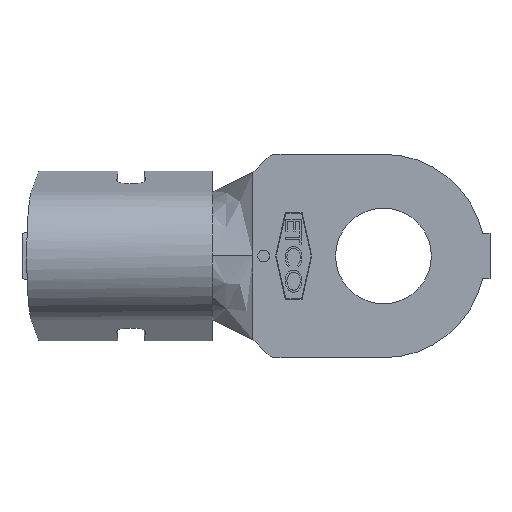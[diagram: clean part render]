
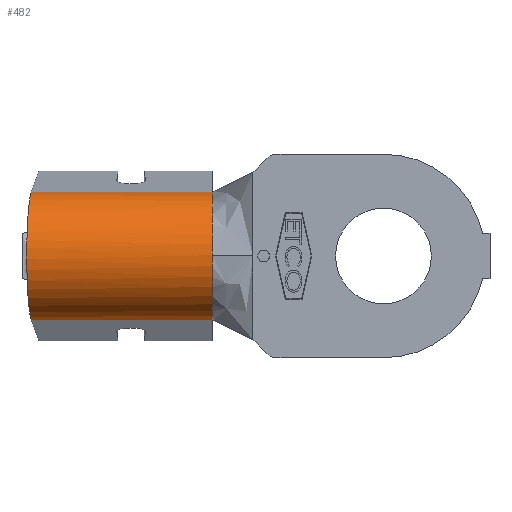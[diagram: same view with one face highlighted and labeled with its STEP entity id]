
A CAD part, front view. The second image highlights one B-rep face of the part: STEP entity #482.
In plain terms, the highlighted cylindrical face has radius 3.48 mm (diameter 6.96 mm), a partial arc.
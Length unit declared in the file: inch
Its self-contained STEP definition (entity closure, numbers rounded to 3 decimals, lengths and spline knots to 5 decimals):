
#5 = B_SPLINE_CURVE_WITH_KNOTS ( 'NONE', 3,
 ( #2003, #1978, #5455, #2868 ),
 .UNSPECIFIED., .F., .F.,
 ( 4, 4 ),
 ( 0., 0.00003 ),
 .UNSPECIFIED. ) ;
#118 = ORIENTED_EDGE ( 'NONE', *, *, #5270, .F. ) ;
#128 = CARTESIAN_POINT ( 'NONE',  ( -0.74414, 0.00986, -0.05103 ) ) ;
#230 = CARTESIAN_POINT ( 'NONE',  ( -0.74427, 0.00962, 0.05042 ) ) ;
#260 = ORIENTED_EDGE ( 'NONE', *, *, #4336, .T. ) ;
#448 = CARTESIAN_POINT ( 'NONE',  ( -0.358, 0.00001, 0.00162 ) ) ;
#470 = EDGE_CURVE ( 'NONE', #5267, #3346, #4370, .T. ) ;
#482 = ADVANCED_FACE ( 'NONE', ( #4493 ), #3064, .T. ) ;
#559 = ORIENTED_EDGE ( 'NONE', *, *, #645, .T. ) ;
#594 = DIRECTION ( 'NONE',  ( 1., 0., 0. ) ) ;
#645 = EDGE_CURVE ( 'NONE', #4476, #2986, #1679, .T. ) ;
#681 = CARTESIAN_POINT ( 'NONE',  ( -0.74447, 0.00947, 0.05004 ) ) ;
#727 = DIRECTION ( 'NONE',  ( 1., 0., 0. ) ) ;
#801 = CARTESIAN_POINT ( 'NONE',  ( -0.74518, 0.00924, -0.04946 ) ) ;
#1013 = CARTESIAN_POINT ( 'NONE',  ( -0.73967, 0.06096, -0.12262 ) ) ;
#1017 = B_SPLINE_CURVE_WITH_KNOTS ( 'NONE', 3,
 ( #2418, #5003, #2843, #230, #3288, #681, #3723, #1123, #4174, #1561 ),
 .UNSPECIFIED., .F., .F.,
 ( 4, 3, 3, 4 ),
 ( 0., 0.00002, 0.00003, 0.00005 ),
 .UNSPECIFIED. ) ;
#1123 = CARTESIAN_POINT ( 'NONE',  ( -0.74477, 0.00934, 0.04971 ) ) ;
#1161 = DIRECTION ( 'NONE',  ( -1., 0., 0. ) ) ;
#1198 = EDGE_CURVE ( 'NONE', #3525, #5267, #5538, .T. ) ;
#1206 = EDGE_LOOP ( 'NONE', ( #5552, #260, #5048, #2896, #118, #1613, #559, #2788, #4032, #4417, #4413 ) ) ;
#1236 = CARTESIAN_POINT ( 'NONE',  ( -0.74465, 0.00939, -0.04985 ) ) ;
#1300 = DIRECTION ( 'NONE',  ( -1., 0., 0. ) ) ;
#1508 = EDGE_CURVE ( 'NONE', #3346, #2248, #5470, .T. ) ;
#1561 = CARTESIAN_POINT ( 'NONE',  ( -0.74518, 0.00924, 0.04946 ) ) ;
#1613 = ORIENTED_EDGE ( 'NONE', *, *, #5077, .F. ) ;
#1636 = B_SPLINE_CURVE_WITH_KNOTS ( 'NONE', 3,
 ( #4184, #2879, #2036, #5051 ),
 .UNSPECIFIED., .F., .F.,
 ( 4, 4 ),
 ( 0., 0.00003 ),
 .UNSPECIFIED. ) ;
#1644 = CARTESIAN_POINT ( 'NONE',  ( -0.74417, 0.00945, 0.05 ) ) ;
#1664 = DIRECTION ( 'NONE',  ( -1., 0., 0. ) ) ;
#1679 = B_SPLINE_CURVE_WITH_KNOTS ( 'NONE', 3,
 ( #801, #3409, #3837, #1236, #4285, #1683, #4713, #2106, #5138, #2548 ),
 .UNSPECIFIED., .F., .F.,
 ( 4, 3, 3, 4 ),
 ( 0., 0.00002, 0.00003, 0.00005 ),
 .UNSPECIFIED. ) ;
#1683 = CARTESIAN_POINT ( 'NONE',  ( -0.74437, 0.00952, -0.05019 ) ) ;
#1778 = CARTESIAN_POINT ( 'NONE',  ( -0.74529, -0.0033, 0.01747 ) ) ;
#1779 = AXIS2_PLACEMENT_3D ( 'NONE', #3200, #594, #3639 ) ;
#1978 = CARTESIAN_POINT ( 'NONE',  ( -0.7445, 0.00938, 0.04981 ) ) ;
#2003 = CARTESIAN_POINT ( 'NONE',  ( -0.74417, 0.00945, 0.05 ) ) ;
#2036 = CARTESIAN_POINT ( 'NONE',  ( -0.7445, 0.00938, -0.04981 ) ) ;
#2071 = VECTOR ( 'NONE', #1300, 39.37008 ) ;
#2073 = CARTESIAN_POINT ( 'NONE',  ( -0.74266, 0.02672, 0.09303 ) ) ;
#2106 = CARTESIAN_POINT ( 'NONE',  ( -0.7442, 0.00968, -0.05059 ) ) ;
#2154 = VECTOR ( 'NONE', #1664, 39.37008 ) ;
#2248 = VERTEX_POINT ( 'NONE', #2936 ) ;
#2260 = CARTESIAN_POINT ( 'NONE',  ( -0.74518, 0.00924, 0.04946 ) ) ;
#2418 = CARTESIAN_POINT ( 'NONE',  ( -0.74414, 0.00986, 0.05103 ) ) ;
#2535 = CARTESIAN_POINT ( 'NONE',  ( -0.74417, 0.00945, -0.05 ) ) ;
#2548 = CARTESIAN_POINT ( 'NONE',  ( -0.74414, 0.00986, -0.05103 ) ) ;
#2696 = VERTEX_POINT ( 'NONE', #5025 ) ;
#2714 = VERTEX_POINT ( 'NONE', #2535 ) ;
#2788 = ORIENTED_EDGE ( 'NONE', *, *, #3979, .T. ) ;
#2843 = CARTESIAN_POINT ( 'NONE',  ( -0.74419, 0.00969, 0.05061 ) ) ;
#2868 = CARTESIAN_POINT ( 'NONE',  ( -0.74518, 0.00924, 0.04946 ) ) ;
#2879 = CARTESIAN_POINT ( 'NONE',  ( -0.74484, 0.00931, -0.04963 ) ) ;
#2891 = CARTESIAN_POINT ( 'NONE',  ( -0.358, 0.137, 0. ) ) ;
#2896 = ORIENTED_EDGE ( 'NONE', *, *, #4569, .F. ) ;
#2936 = CARTESIAN_POINT ( 'NONE',  ( -0.73582, 0.10496, -0.1332 ) ) ;
#2986 = VERTEX_POINT ( 'NONE', #3125 ) ;
#3064 = CYLINDRICAL_SURFACE ( 'NONE', #4340, 0.137 ) ;
#3125 = CARTESIAN_POINT ( 'NONE',  ( -0.74414, 0.00986, -0.05103 ) ) ;
#3150 = AXIS2_PLACEMENT_3D ( 'NONE', #3331, #727, #3762 ) ;
#3200 = CARTESIAN_POINT ( 'NONE',  ( -0.358, 0.137, 0. ) ) ;
#3211 =( BOUNDED_CURVE ( )  B_SPLINE_CURVE ( 3, ( #3937, #4380, #1778, #4802 ),
 .UNSPECIFIED., .F., .F. ) 
 B_SPLINE_CURVE_WITH_KNOTS ( ( 4, 4 ),
 ( 5.90959, 6.65678 ),
 .UNSPECIFIED. ) 
 CURVE ( )  GEOMETRIC_REPRESENTATION_ITEM ( )  RATIONAL_B_SPLINE_CURVE ( ( 1., 0.954, 0.954, 1. ) ) 
 REPRESENTATION_ITEM ( '' )  );
#3288 = CARTESIAN_POINT ( 'NONE',  ( -0.74435, 0.00954, 0.05022 ) ) ;
#3331 = CARTESIAN_POINT ( 'NONE',  ( -0.358, 0.137, 0. ) ) ;
#3335 = VERTEX_POINT ( 'NONE', #5262 ) ;
#3346 = VERTEX_POINT ( 'NONE', #3553 ) ;
#3371 = CARTESIAN_POINT ( 'NONE',  ( -0.73582, 0.10496, 0.1332 ) ) ;
#3409 = CARTESIAN_POINT ( 'NONE',  ( -0.74498, 0.00928, -0.04956 ) ) ;
#3525 = VERTEX_POINT ( 'NONE', #4987 ) ;
#3553 = CARTESIAN_POINT ( 'NONE',  ( -0.358, 0.10496, -0.1332 ) ) ;
#3618 = CARTESIAN_POINT ( 'NONE',  ( -0.74266, 0.02672, -0.09303 ) ) ;
#3639 = DIRECTION ( 'NONE',  ( 0., 0., -1. ) ) ;
#3723 = CARTESIAN_POINT ( 'NONE',  ( -0.74462, 0.0094, 0.04988 ) ) ;
#3762 = DIRECTION ( 'NONE',  ( 0., 0., -1. ) ) ;
#3803 = CARTESIAN_POINT ( 'NONE',  ( -0.358, 0.10496, -0.1332 ) ) ;
#3808 = EDGE_CURVE ( 'NONE', #3525, #3335, #5514, .T. ) ;
#3837 = CARTESIAN_POINT ( 'NONE',  ( -0.7448, 0.00933, -0.04969 ) ) ;
#3898 = CARTESIAN_POINT ( 'NONE',  ( -0.358, 0.10496, 0.1332 ) ) ;
#3937 = CARTESIAN_POINT ( 'NONE',  ( -0.74417, 0.00945, -0.05 ) ) ;
#3975 = VERTEX_POINT ( 'NONE', #2260 ) ;
#3979 = EDGE_CURVE ( 'NONE', #2986, #2248, #5475, .T. ) ;
#4032 = ORIENTED_EDGE ( 'NONE', *, *, #1508, .F. ) ;
#4060 =( BOUNDED_CURVE ( )  B_SPLINE_CURVE ( 3, ( #3371, #4233, #2073, #5098 ),
 .UNSPECIFIED., .F., .T. ) 
 B_SPLINE_CURVE_WITH_KNOTS ( ( 4, 4 ),
 ( 4.94841, 5.90149 ),
 .UNSPECIFIED. ) 
 CURVE ( )  GEOMETRIC_REPRESENTATION_ITEM ( )  RATIONAL_B_SPLINE_CURVE ( ( 1., 0.926, 0.926, 1. ) ) 
 REPRESENTATION_ITEM ( '' )  );
#4068 = CARTESIAN_POINT ( 'NONE',  ( -0.73582, 0.10496, -0.1332 ) ) ;
#4174 = CARTESIAN_POINT ( 'NONE',  ( -0.74497, 0.00928, 0.04956 ) ) ;
#4184 = CARTESIAN_POINT ( 'NONE',  ( -0.74518, 0.00924, -0.04946 ) ) ;
#4220 = DIRECTION ( 'NONE',  ( 0., 0., 1. ) ) ;
#4233 = CARTESIAN_POINT ( 'NONE',  ( -0.73967, 0.06096, 0.12262 ) ) ;
#4285 = CARTESIAN_POINT ( 'NONE',  ( -0.7445, 0.00945, -0.05 ) ) ;
#4336 = EDGE_CURVE ( 'NONE', #3335, #2696, #4060, .T. ) ;
#4340 = AXIS2_PLACEMENT_3D ( 'NONE', #2891, #1161, #4220 ) ;
#4370 = CIRCLE ( 'NONE', #3150, 0.137 ) ;
#4380 = CARTESIAN_POINT ( 'NONE',  ( -0.74529, -0.0033, -0.01747 ) ) ;
#4413 = ORIENTED_EDGE ( 'NONE', *, *, #1198, .F. ) ;
#4417 = ORIENTED_EDGE ( 'NONE', *, *, #470, .F. ) ;
#4476 = VERTEX_POINT ( 'NONE', #5391 ) ;
#4493 = FACE_OUTER_BOUND ( 'NONE', #1206, .T. ) ;
#4531 = EDGE_CURVE ( 'NONE', #2696, #3975, #1017, .T. ) ;
#4569 = EDGE_CURVE ( 'NONE', #4628, #3975, #5, .T. ) ;
#4628 = VERTEX_POINT ( 'NONE', #1644 ) ;
#4713 = CARTESIAN_POINT ( 'NONE',  ( -0.74429, 0.0096, -0.05038 ) ) ;
#4802 = CARTESIAN_POINT ( 'NONE',  ( -0.74417, 0.00945, 0.05 ) ) ;
#4987 = CARTESIAN_POINT ( 'NONE',  ( -0.358, 0.10496, 0.1332 ) ) ;
#5003 = CARTESIAN_POINT ( 'NONE',  ( -0.74414, 0.00978, 0.05082 ) ) ;
#5025 = CARTESIAN_POINT ( 'NONE',  ( -0.74414, 0.00986, 0.05103 ) ) ;
#5048 = ORIENTED_EDGE ( 'NONE', *, *, #4531, .T. ) ;
#5051 = CARTESIAN_POINT ( 'NONE',  ( -0.74417, 0.00945, -0.05 ) ) ;
#5077 = EDGE_CURVE ( 'NONE', #4476, #2714, #1636, .T. ) ;
#5098 = CARTESIAN_POINT ( 'NONE',  ( -0.74414, 0.00986, 0.05103 ) ) ;
#5138 = CARTESIAN_POINT ( 'NONE',  ( -0.74415, 0.00977, -0.05081 ) ) ;
#5262 = CARTESIAN_POINT ( 'NONE',  ( -0.73582, 0.10496, 0.1332 ) ) ;
#5267 = VERTEX_POINT ( 'NONE', #448 ) ;
#5270 = EDGE_CURVE ( 'NONE', #2714, #4628, #3211, .T. ) ;
#5391 = CARTESIAN_POINT ( 'NONE',  ( -0.74518, 0.00924, -0.04946 ) ) ;
#5455 = CARTESIAN_POINT ( 'NONE',  ( -0.74484, 0.00931, 0.04963 ) ) ;
#5470 = LINE ( 'NONE', #3803, #2154 ) ;
#5475 =( BOUNDED_CURVE ( )  B_SPLINE_CURVE ( 3, ( #128, #3618, #1013, #4068 ),
 .UNSPECIFIED., .F., .F. ) 
 B_SPLINE_CURVE_WITH_KNOTS ( ( 4, 4 ),
 ( 0.3817, 1.33478 ),
 .UNSPECIFIED. ) 
 CURVE ( )  GEOMETRIC_REPRESENTATION_ITEM ( )  RATIONAL_B_SPLINE_CURVE ( ( 1., 0.926, 0.926, 1. ) ) 
 REPRESENTATION_ITEM ( '' )  );
#5514 = LINE ( 'NONE', #3898, #2071 ) ;
#5538 = CIRCLE ( 'NONE', #1779, 0.137 ) ;
#5552 = ORIENTED_EDGE ( 'NONE', *, *, #3808, .T. ) ;
